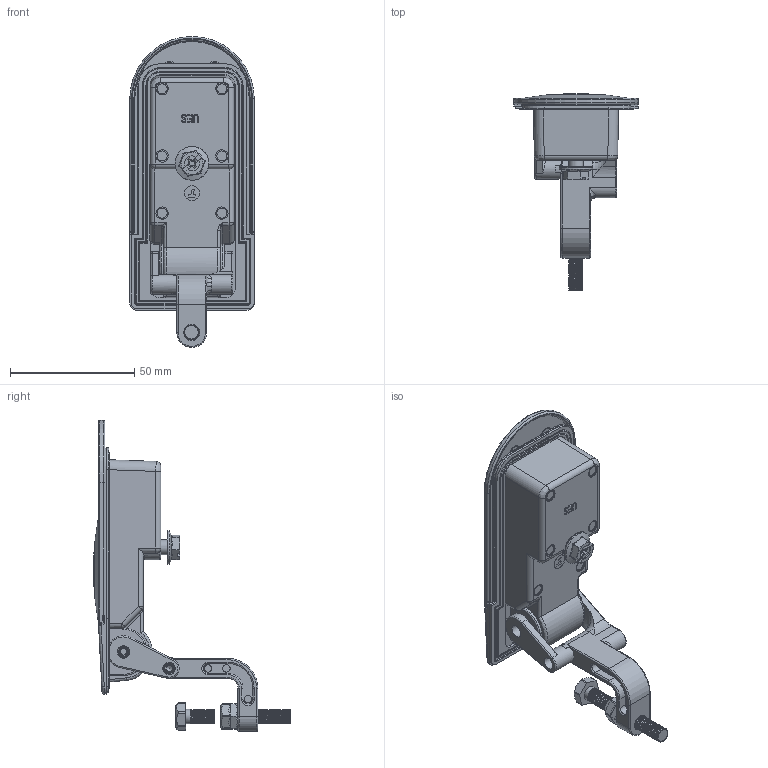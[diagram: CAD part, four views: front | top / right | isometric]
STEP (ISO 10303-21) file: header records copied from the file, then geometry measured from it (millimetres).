
FILE_DESCRIPTION(/* description */ (''),/* implementation_level */ '2;1');
FILE_NAME(/* name */ '836-K.stp',/* time_stamp */ '2020-11-24T16:41:18-05:00',/* author */ ('jenniferk'),/* organization */ (''),/* preprocessor_version */ 'ST-DEVELOPER v18.1',/* originating_system */ 'Autodesk Inventor 2020',/* authorisation */ '');
FILE_SCHEMA (('AUTOMOTIVE_DESIGN { 1 0 10303 214 3 1 1 }'));
Products named in the file (1): 836-K_Shrinkwrap_1
Bounding box: 50 x 78.95 x 125 mm (x, y, z)
Volume: 49353 mm3; surface area: 50331.6 mm2
Topology: 13 solids, 15 shells, 1797 faces, 4706 edges, 2991 vertices
Faces by surface type: plane 770, cylinder 533, bspline 271, sphere 80, torus 78, cone 65
Full cylindrical faces by diameter (mm): 2.5 x2, 3 x13, 3.1 x1, 3.4 x2, 3.5 x2, 4 x14, 4.1 x2, 4.2 x1, 5 x13, 5.2 x4, 5.25 x1, 5.8 x42, 6 x6, 8 x1, 9.5 x2, 9.8 x2, 12.5 x2, 13.5 x1, 15.2 x1, 16 x1, 22 x1, 23 x1, 26.5 x1
Entity records: 90620 total; most frequent: CARTESIAN_POINT 46343, ORIENTED_EDGE 9389, DIRECTION 8221, EDGE_CURVE 4698, VERTEX_POINT 2991, AXIS2_PLACEMENT_3D 2945, LINE 2331, VECTOR 2331
